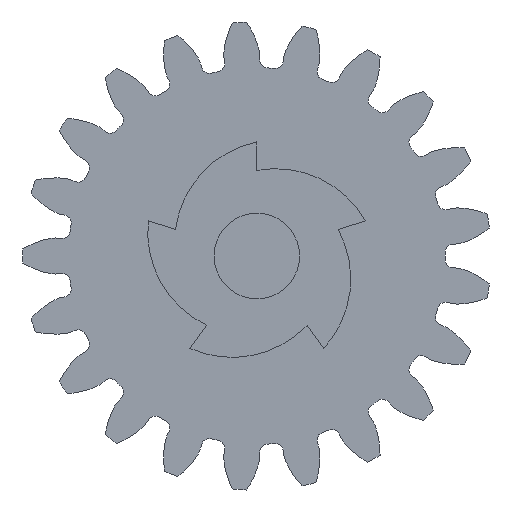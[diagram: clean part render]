
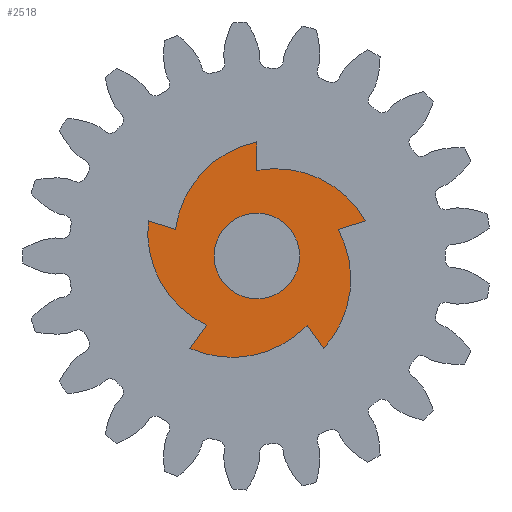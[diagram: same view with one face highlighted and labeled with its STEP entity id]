
A CAD part, front view. The second image highlights one B-rep face of the part: STEP entity #2518.
In plain terms, the highlighted planar face has unit normal (0, -1, 0).
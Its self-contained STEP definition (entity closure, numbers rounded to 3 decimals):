
#141=FACE_BOUND('',#305,.T.);
#148=PLANE('',#2685);
#163=FACE_OUTER_BOUND('',#304,.T.);
#304=EDGE_LOOP('',(#1639,#1640,#1641,#1642,#1643,#1644,#1645,#1646,#1647,
#1648));
#305=EDGE_LOOP('',(#1649));
#440=LINE('',#3668,#587);
#444=LINE('',#3680,#591);
#448=LINE('',#3692,#595);
#452=LINE('',#3704,#599);
#456=LINE('',#3714,#603);
#587=VECTOR('',#2961,10.);
#591=VECTOR('',#2973,10.);
#595=VECTOR('',#2985,10.);
#599=VECTOR('',#2997,10.);
#603=VECTOR('',#3009,10.);
#730=CIRCLE('',#2663,1.5);
#733=CIRCLE('',#2667,3.614);
#735=CIRCLE('',#2671,3.614);
#737=CIRCLE('',#2675,3.614);
#739=CIRCLE('',#2679,3.614);
#741=CIRCLE('',#2683,3.614);
#910=VERTEX_POINT('',#3650);
#914=VERTEX_POINT('',#3659);
#915=VERTEX_POINT('',#3661);
#917=VERTEX_POINT('',#3667);
#919=VERTEX_POINT('',#3673);
#921=VERTEX_POINT('',#3679);
#923=VERTEX_POINT('',#3685);
#925=VERTEX_POINT('',#3691);
#927=VERTEX_POINT('',#3697);
#929=VERTEX_POINT('',#3703);
#931=VERTEX_POINT('',#3709);
#1184=EDGE_CURVE('',#910,#910,#730,.T.);
#1189=EDGE_CURVE('',#915,#914,#733,.T.);
#1192=EDGE_CURVE('',#917,#915,#440,.T.);
#1195=EDGE_CURVE('',#919,#917,#735,.T.);
#1198=EDGE_CURVE('',#921,#919,#444,.T.);
#1201=EDGE_CURVE('',#923,#921,#737,.T.);
#1204=EDGE_CURVE('',#925,#923,#448,.T.);
#1207=EDGE_CURVE('',#927,#925,#739,.T.);
#1210=EDGE_CURVE('',#929,#927,#452,.T.);
#1213=EDGE_CURVE('',#931,#929,#741,.T.);
#1216=EDGE_CURVE('',#914,#931,#456,.T.);
#1639=ORIENTED_EDGE('',*,*,#1216,.T.);
#1640=ORIENTED_EDGE('',*,*,#1213,.T.);
#1641=ORIENTED_EDGE('',*,*,#1210,.T.);
#1642=ORIENTED_EDGE('',*,*,#1207,.T.);
#1643=ORIENTED_EDGE('',*,*,#1204,.T.);
#1644=ORIENTED_EDGE('',*,*,#1201,.T.);
#1645=ORIENTED_EDGE('',*,*,#1198,.T.);
#1646=ORIENTED_EDGE('',*,*,#1195,.T.);
#1647=ORIENTED_EDGE('',*,*,#1192,.T.);
#1648=ORIENTED_EDGE('',*,*,#1189,.T.);
#1649=ORIENTED_EDGE('',*,*,#1184,.T.);
#2518=ADVANCED_FACE('',(#163,#141),#148,.T.);
#2663=AXIS2_PLACEMENT_3D('',#3651,#2945,#2946);
#2667=AXIS2_PLACEMENT_3D('',#3662,#2955,#2956);
#2671=AXIS2_PLACEMENT_3D('',#3674,#2967,#2968);
#2675=AXIS2_PLACEMENT_3D('',#3686,#2979,#2980);
#2679=AXIS2_PLACEMENT_3D('',#3698,#2991,#2992);
#2683=AXIS2_PLACEMENT_3D('',#3710,#3003,#3004);
#2685=AXIS2_PLACEMENT_3D('',#3715,#3010,#3011);
#2945=DIRECTION('center_axis',(0.,1.,0.));
#2946=DIRECTION('ref_axis',(1.,0.,0.));
#2955=DIRECTION('center_axis',(0.,-1.,0.));
#2956=DIRECTION('ref_axis',(0.869,0.,0.495));
#2961=DIRECTION('',(0.951,0.,0.309));
#2967=DIRECTION('center_axis',(0.,-1.,0.));
#2968=DIRECTION('ref_axis',(0.739,0.,-0.674));
#2973=DIRECTION('',(0.588,0.,-0.809));
#2979=DIRECTION('center_axis',(0.,-1.,0.));
#2980=DIRECTION('ref_axis',(-0.412,0.,-0.911));
#2985=DIRECTION('',(-0.588,0.,-0.809));
#2991=DIRECTION('center_axis',(0.,-1.,0.));
#2992=DIRECTION('ref_axis',(-0.994,0.,0.11));
#2997=DIRECTION('',(-0.951,0.,0.309));
#3003=DIRECTION('center_axis',(0.,-1.,0.));
#3004=DIRECTION('ref_axis',(-0.202,0.,0.979));
#3009=DIRECTION('',(0.,0.,1.));
#3010=DIRECTION('center_axis',(0.,-1.,0.));
#3011=DIRECTION('ref_axis',(1.,0.,0.));
#3650=CARTESIAN_POINT('',(-1.5,-6.,0.));
#3651=CARTESIAN_POINT('Origin',(0.,-6.,0.));
#3659=CARTESIAN_POINT('',(0.,-6.,3.));
#3661=CARTESIAN_POINT('',(3.804,-6.,1.236));
#3662=CARTESIAN_POINT('Origin',(0.664,-6.,-0.552));
#3667=CARTESIAN_POINT('',(2.853,-6.,0.927));
#3668=CARTESIAN_POINT('',(2.853,-6.,0.927));
#3673=CARTESIAN_POINT('',(2.351,-6.,-3.236));
#3674=CARTESIAN_POINT('Origin',(-0.32,-6.,-0.802));
#3679=CARTESIAN_POINT('',(1.763,-6.,-2.427));
#3680=CARTESIAN_POINT('',(1.763,-6.,-2.427));
#3685=CARTESIAN_POINT('',(-2.351,-6.,-3.236));
#3686=CARTESIAN_POINT('Origin',(-0.862,-6.,0.057));
#3691=CARTESIAN_POINT('',(-1.763,-6.,-2.427));
#3692=CARTESIAN_POINT('',(-1.763,-6.,-2.427));
#3697=CARTESIAN_POINT('',(-3.804,-6.,1.236));
#3698=CARTESIAN_POINT('Origin',(-0.212,-6.,0.837));
#3703=CARTESIAN_POINT('',(-2.853,-6.,0.927));
#3704=CARTESIAN_POINT('',(-2.853,-6.,0.927));
#3709=CARTESIAN_POINT('',(0.,-6.,4.));
#3710=CARTESIAN_POINT('Origin',(0.73,-6.,0.461));
#3714=CARTESIAN_POINT('',(0.,-6.,3.));
#3715=CARTESIAN_POINT('Origin',(0.,-6.,0.));
